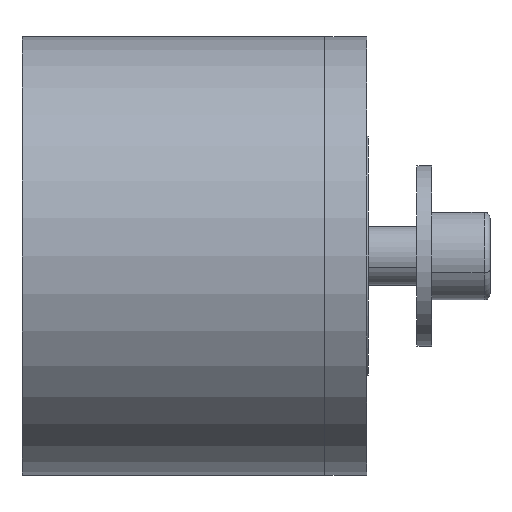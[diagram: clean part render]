
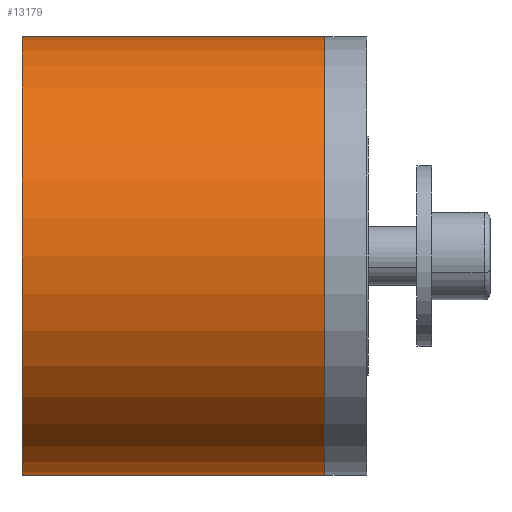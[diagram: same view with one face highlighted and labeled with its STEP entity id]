
A CAD part, front view. The second image highlights one B-rep face of the part: STEP entity #13179.
In plain terms, the highlighted cylindrical face has radius 45 mm (diameter 90 mm), a partial arc.
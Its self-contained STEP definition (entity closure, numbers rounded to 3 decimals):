
#545 = CARTESIAN_POINT ( 'NONE',  ( 0., 0., 45. ) ) ;
#868 = DIRECTION ( 'NONE',  ( -1., 0., 0. ) ) ;
#1094 = DIRECTION ( 'NONE',  ( 0., 0., 1. ) ) ;
#2004 = LINE ( 'NONE', #10781, #11470 ) ;
#2963 = ORIENTED_EDGE ( 'NONE', *, *, #7820, .F. ) ;
#2972 = CARTESIAN_POINT ( 'NONE',  ( 0., 0., -45. ) ) ;
#4083 = VERTEX_POINT ( 'NONE', #6683 ) ;
#4200 = DIRECTION ( 'NONE',  ( -1., 0., 0. ) ) ;
#4228 = VECTOR ( 'NONE', #7893, 1000. ) ;
#4246 = CARTESIAN_POINT ( 'NONE',  ( -39.259, 0., 0. ) ) ;
#4520 = CIRCLE ( 'NONE', #8410, 45. ) ;
#4620 = CARTESIAN_POINT ( 'NONE',  ( -39.259, 0., 45. ) ) ;
#4716 = DIRECTION ( 'NONE',  ( 0., 0., 1. ) ) ;
#5253 = ORIENTED_EDGE ( 'NONE', *, *, #6391, .F. ) ;
#5433 = EDGE_CURVE ( 'NONE', #13070, #4083, #4520, .T. ) ;
#6391 = EDGE_CURVE ( 'NONE', #13070, #7096, #2004, .T. ) ;
#6683 = CARTESIAN_POINT ( 'NONE',  ( 62., 0., 45. ) ) ;
#6782 = CARTESIAN_POINT ( 'NONE',  ( 62., 0., 0. ) ) ;
#6875 = DIRECTION ( 'NONE',  ( -1., 0., 0. ) ) ;
#7034 = LINE ( 'NONE', #4620, #4228 ) ;
#7083 = CIRCLE ( 'NONE', #7634, 45. ) ;
#7096 = VERTEX_POINT ( 'NONE', #2972 ) ;
#7109 = DIRECTION ( 'NONE',  ( 0., 0., 1. ) ) ;
#7134 = CYLINDRICAL_SURFACE ( 'NONE', #9460, 45. ) ;
#7173 = EDGE_LOOP ( 'NONE', ( #5253, #9991, #10828, #2963 ) ) ;
#7634 = AXIS2_PLACEMENT_3D ( 'NONE', #12441, #868, #7109 ) ;
#7820 = EDGE_CURVE ( 'NONE', #7096, #13029, #7083, .T. ) ;
#7893 = DIRECTION ( 'NONE',  ( -1., 0., 0. ) ) ;
#8410 = AXIS2_PLACEMENT_3D ( 'NONE', #6782, #6875, #4716 ) ;
#8628 = DIRECTION ( 'NONE',  ( -1., 0., 0. ) ) ;
#9460 = AXIS2_PLACEMENT_3D ( 'NONE', #4246, #4200, #1094 ) ;
#9467 = FACE_OUTER_BOUND ( 'NONE', #7173, .T. ) ;
#9991 = ORIENTED_EDGE ( 'NONE', *, *, #5433, .T. ) ;
#10063 = EDGE_CURVE ( 'NONE', #4083, #13029, #7034, .T. ) ;
#10781 = CARTESIAN_POINT ( 'NONE',  ( -39.259, 0., -45. ) ) ;
#10828 = ORIENTED_EDGE ( 'NONE', *, *, #10063, .T. ) ;
#11470 = VECTOR ( 'NONE', #8628, 1000. ) ;
#12441 = CARTESIAN_POINT ( 'NONE',  ( 0., 0., 0. ) ) ;
#13029 = VERTEX_POINT ( 'NONE', #545 ) ;
#13070 = VERTEX_POINT ( 'NONE', #13507 ) ;
#13179 = ADVANCED_FACE ( 'NONE', ( #9467 ), #7134, .T. ) ;
#13507 = CARTESIAN_POINT ( 'NONE',  ( 62., 0., -45. ) ) ;
